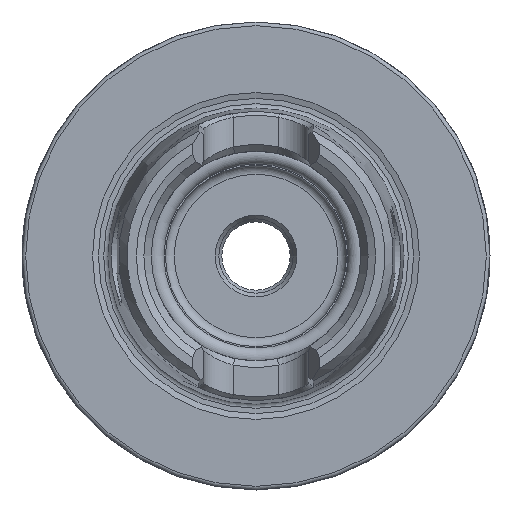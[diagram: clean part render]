
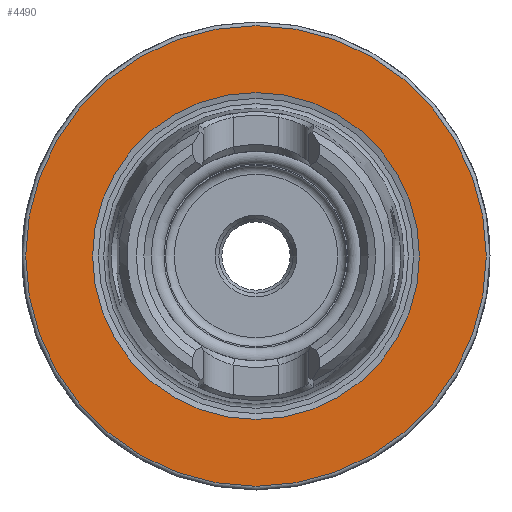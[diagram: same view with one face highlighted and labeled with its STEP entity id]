
A CAD part, left-side view. The second image highlights one B-rep face of the part: STEP entity #4490.
In plain terms, the highlighted planar face has unit normal (-1, 0, 0).
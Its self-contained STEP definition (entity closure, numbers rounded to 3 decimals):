
#4456=CARTESIAN_POINT('',(0.0,22.,0.0));
#4457=VERTEX_POINT('',#4456);
#4458=CARTESIAN_POINT('',(0.0,0.,0.0));
#4459=DIRECTION('',(1.0,0.0,0.0));
#4460=DIRECTION('',(0.0,1.0,0.0));
#4461=AXIS2_PLACEMENT_3D('',#4458,#4459,#4460);
#4462=CIRCLE('',#4461,22.);
#4463=EDGE_CURVE('',#4457,#4457,#4462,.T.);
#4471=CARTESIAN_POINT('',(0.0,26.5,0.0));
#4472=DIRECTION('',(-1.0,0.0,0.0));
#4473=DIRECTION('',(0.0,0.0,1.0));
#4474=AXIS2_PLACEMENT_3D('',#4471,#4472,#4473);
#4475=PLANE('',#4474);
#4476=CARTESIAN_POINT('',(0.0,31.,0.0));
#4477=VERTEX_POINT('',#4476);
#4478=CARTESIAN_POINT('',(0.0,0.,0.0));
#4479=DIRECTION('',(1.0,0.0,0.0));
#4480=DIRECTION('',(0.0,1.0,0.0));
#4481=AXIS2_PLACEMENT_3D('',#4478,#4479,#4480);
#4482=CIRCLE('',#4481,31.);
#4483=EDGE_CURVE('',#4477,#4477,#4482,.T.);
#4484=ORIENTED_EDGE('',*,*,#4483,.F.);
#4485=EDGE_LOOP('',(#4484));
#4486=FACE_OUTER_BOUND('',#4485,.T.);
#4487=ORIENTED_EDGE('',*,*,#4463,.T.);
#4488=EDGE_LOOP('',(#4487));
#4489=FACE_BOUND('',#4488,.T.);
#4490=ADVANCED_FACE('',(#4486,#4489),#4475,.T.);
